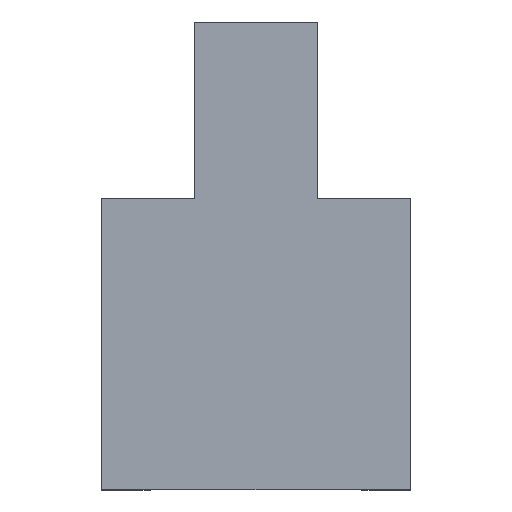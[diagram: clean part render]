
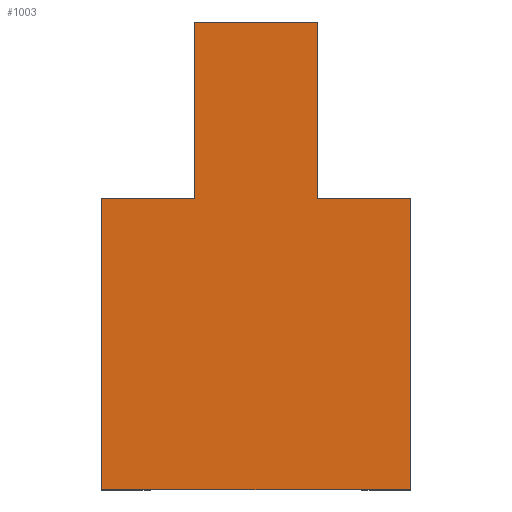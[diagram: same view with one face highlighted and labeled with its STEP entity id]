
A CAD part, top view. The second image highlights one B-rep face of the part: STEP entity #1003.
In plain terms, the highlighted planar face has unit normal (0, 0, 1).
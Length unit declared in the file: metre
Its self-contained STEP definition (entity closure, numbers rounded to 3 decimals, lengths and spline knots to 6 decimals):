
#169=ORIENTED_EDGE('',*,*,#337,.F.);
#170=ORIENTED_EDGE('',*,*,#388,.T.);
#171=ORIENTED_EDGE('',*,*,#319,.F.);
#172=ORIENTED_EDGE('',*,*,#373,.F.);
#173=ORIENTED_EDGE('',*,*,#408,.T.);
#174=ORIENTED_EDGE('',*,*,#409,.F.);
#175=ORIENTED_EDGE('',*,*,#410,.F.);
#176=ORIENTED_EDGE('',*,*,#377,.F.);
#319=EDGE_CURVE('',#464,#465,#559,.T.);
#337=EDGE_CURVE('',#482,#483,#577,.T.);
#373=EDGE_CURVE('',#514,#464,#612,.T.);
#377=EDGE_CURVE('',#483,#516,#616,.T.);
#388=EDGE_CURVE('',#482,#465,#627,.T.);
#408=EDGE_CURVE('',#514,#530,#646,.T.);
#409=EDGE_CURVE('',#531,#530,#647,.T.);
#410=EDGE_CURVE('',#516,#531,#648,.T.);
#464=VERTEX_POINT('',#1384);
#465=VERTEX_POINT('',#1386);
#482=VERTEX_POINT('',#1421);
#483=VERTEX_POINT('',#1423);
#514=VERTEX_POINT('',#1492);
#516=VERTEX_POINT('',#1500);
#530=VERTEX_POINT('',#1559);
#531=VERTEX_POINT('',#1561);
#559=LINE('',#1385,#695);
#577=LINE('',#1422,#713);
#612=LINE('',#1493,#748);
#616=LINE('',#1499,#752);
#627=LINE('',#1521,#763);
#646=LINE('',#1558,#782);
#647=LINE('',#1560,#783);
#648=LINE('',#1562,#784);
#695=VECTOR('',#1120,1.);
#713=VECTOR('',#1140,1.);
#748=VECTOR('',#1183,1.);
#752=VECTOR('',#1189,1.);
#763=VECTOR('',#1208,1.);
#782=VECTOR('',#1249,1.);
#783=VECTOR('',#1250,1.);
#784=VECTOR('',#1251,1.);
#846=EDGE_LOOP('',(#169,#170,#171,#172,#173,#174,#175,#176));
#900=FACE_BOUND('',#846,.T.);
#954=PLANE('',#1071);
#1003=ADVANCED_FACE('',(#900),#954,.T.);
#1071=AXIS2_PLACEMENT_3D('',#1557,#1247,#1248);
#1120=DIRECTION('',(0.,-1.,0.));
#1140=DIRECTION('',(0.,1.,0.));
#1183=DIRECTION('',(1.,0.,0.));
#1189=DIRECTION('',(1.,0.,0.));
#1208=DIRECTION('',(1.,0.,0.));
#1247=DIRECTION('',(0.,0.,1.));
#1248=DIRECTION('',(1.,0.,0.));
#1249=DIRECTION('',(0.,1.,0.));
#1250=DIRECTION('',(1.,0.,0.));
#1251=DIRECTION('',(0.,1.,0.));
#1384=CARTESIAN_POINT('',(0.036,0.019,0.0066));
#1385=CARTESIAN_POINT('',(0.036,0.01275,0.0066));
#1386=CARTESIAN_POINT('',(0.036,0.0025,0.0066));
#1421=CARTESIAN_POINT('',(0.0185,0.0025,0.0066));
#1422=CARTESIAN_POINT('',(0.0185,0.01825,0.0066));
#1423=CARTESIAN_POINT('',(0.0185,0.019,0.0066));
#1492=CARTESIAN_POINT('',(0.03075,0.019,0.0066));
#1493=CARTESIAN_POINT('',(0.02725,0.019,0.0066));
#1499=CARTESIAN_POINT('',(0.02725,0.019,0.0066));
#1500=CARTESIAN_POINT('',(0.02375,0.019,0.0066));
#1521=CARTESIAN_POINT('',(0.02725,0.0025,0.0066));
#1557=CARTESIAN_POINT('',(0.02725,0.01075,0.0066));
#1558=CARTESIAN_POINT('',(0.03075,0.024,0.0066));
#1559=CARTESIAN_POINT('',(0.03075,0.029,0.0066));
#1560=CARTESIAN_POINT('',(0.02725,0.029,0.0066));
#1561=CARTESIAN_POINT('',(0.02375,0.029,0.0066));
#1562=CARTESIAN_POINT('',(0.02375,0.024,0.0066));
